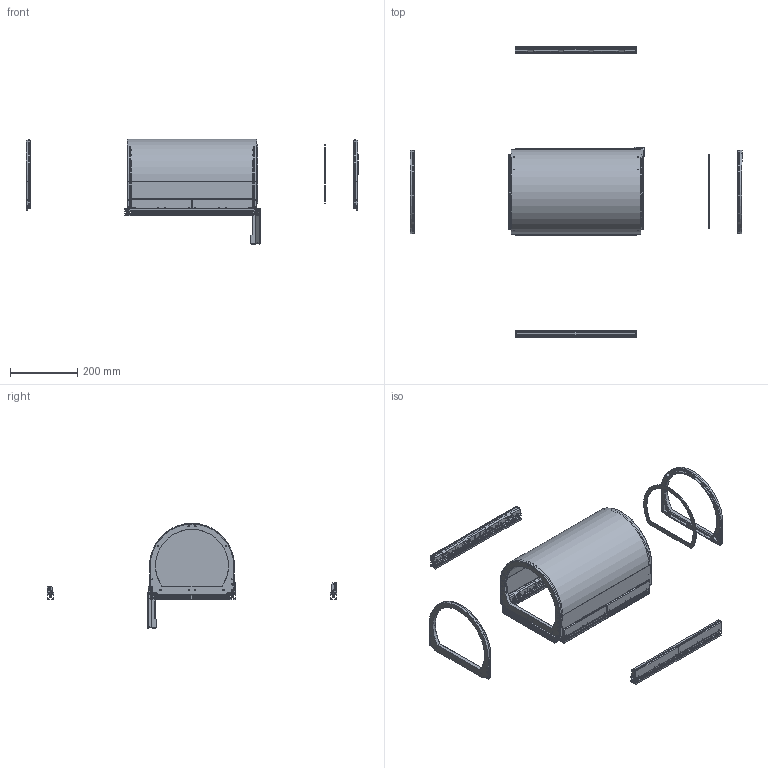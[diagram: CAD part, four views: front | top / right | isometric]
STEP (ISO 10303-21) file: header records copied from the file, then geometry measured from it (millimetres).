
FILE_DESCRIPTION(/* description */ ('','CAx-IF Rec.Pracs.---Representation and Presentation of Product Manufacturing Information (PMI)---4.0---2014-10-13'),/* implementation_level */ '2;1');
FILE_NAME(/* name */ 'BT 3D Printed Top Hat Stock V2.step',/* time_stamp */ '2025-02-24T20:53:10Z',/* author */ (''),/* organization */ (''),/* preprocessor_version */ 'ST-DEVELOPER v20',/* originating_system */ 'Autodesk Translation Framework v13.20.0.188',/* authorisation */ '');
FILE_SCHEMA (('AP242_MANAGED_MODEL_BASED_3D_ENGINEERING_MIM_LF { 1 0 10303 442 1 1 4 }'));
Length unit declared in the file: millimetre
Products named in the file (1): BT_Simple
Bounding box: 984.6 x 860 x 312.37 mm (x, y, z)
Volume: 1860072.3 mm3; surface area: 1286032.5 mm2
Topology: 42 solids, 42 shells, 2588 faces, 6490 edges, 4222 vertices
Faces by surface type: plane 1883, cylinder 643, cone 62
Full cylindrical faces by diameter (mm): 3.4 x174, 4.2 x2, 4.3 x4, 4.65 x1, 4.7 x68, 6 x50, 7 x56
Entity records: 77445 total; most frequent: CARTESIAN_POINT 13390, DIRECTION 13230, ORIENTED_EDGE 12980, EDGE_CURVE 6490, LINE 4848, VECTOR 4848, VERTEX_POINT 4222, AXIS2_PLACEMENT_3D 4191
